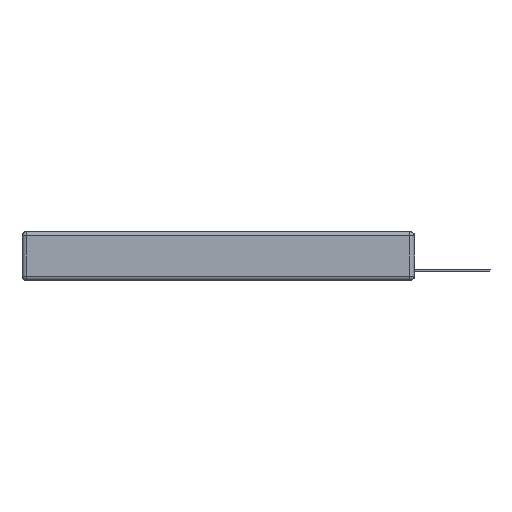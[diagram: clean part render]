
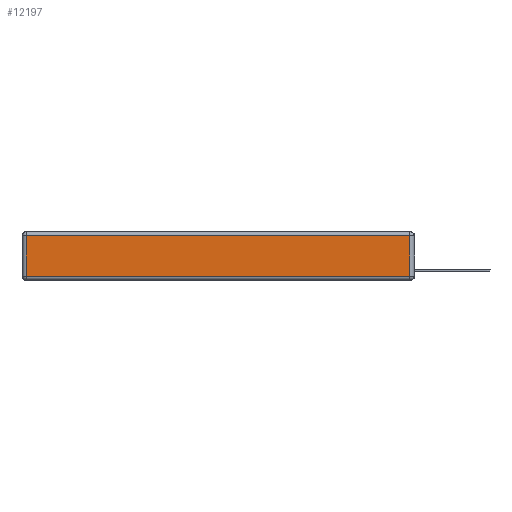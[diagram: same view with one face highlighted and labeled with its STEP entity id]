
A CAD part, left-side view. The second image highlights one B-rep face of the part: STEP entity #12197.
In plain terms, the highlighted planar face has unit normal (-1, 0, 0).
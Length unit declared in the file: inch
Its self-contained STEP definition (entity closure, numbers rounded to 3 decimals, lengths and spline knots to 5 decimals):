
#299 = ORIENTED_EDGE ( 'NONE', *, *, #3547, .T. ) ;
#1162 = DIRECTION ( 'NONE',  ( 0., 0., -1. ) ) ;
#2979 = EDGE_CURVE ( 'NONE', #21712, #3176, #23036, .T. ) ;
#3176 = VERTEX_POINT ( 'NONE', #18569 ) ;
#3219 = VERTEX_POINT ( 'NONE', #22122 ) ;
#3255 = AXIS2_PLACEMENT_3D ( 'NONE', #11834, #6506, #21172 ) ;
#3321 = VECTOR ( 'NONE', #1162, 39.37008 ) ;
#3547 = EDGE_CURVE ( 'NONE', #3176, #3219, #4453, .T. ) ;
#4453 = LINE ( 'NONE', #5573, #6460 ) ;
#4679 = CARTESIAN_POINT ( 'NONE',  ( 0., 0.03, -0.03 ) ) ;
#5222 = LINE ( 'NONE', #13792, #8967 ) ;
#5573 = CARTESIAN_POINT ( 'NONE',  ( 0., 0., -0.313 ) ) ;
#6222 = EDGE_CURVE ( 'NONE', #9862, #21712, #5222, .T. ) ;
#6460 = VECTOR ( 'NONE', #9345, 39.37008 ) ;
#6506 = DIRECTION ( 'NONE',  ( -1., 0., 0. ) ) ;
#6537 = CARTESIAN_POINT ( 'NONE',  ( 0., 0.03, -0.343 ) ) ;
#7144 = CARTESIAN_POINT ( 'NONE',  ( 0., 2.72, -0.343 ) ) ;
#7202 = ORIENTED_EDGE ( 'NONE', *, *, #2979, .T. ) ;
#8090 = ORIENTED_EDGE ( 'NONE', *, *, #21745, .T. ) ;
#8967 = VECTOR ( 'NONE', #11694, 39.37008 ) ;
#9345 = DIRECTION ( 'NONE',  ( 0., -1., 0. ) ) ;
#9571 = PLANE ( 'NONE',  #3255 ) ;
#9862 = VERTEX_POINT ( 'NONE', #4679 ) ;
#10326 = DIRECTION ( 'NONE',  ( 0., 0., 1. ) ) ;
#11694 = DIRECTION ( 'NONE',  ( 0., 1., 0. ) ) ;
#11799 = VECTOR ( 'NONE', #10326, 39.37008 ) ;
#11834 = CARTESIAN_POINT ( 'NONE',  ( 0., 0., -0.343 ) ) ;
#12197 = ADVANCED_FACE ( 'NONE', ( #22367 ), #9571, .T. ) ;
#12268 = EDGE_LOOP ( 'NONE', ( #299, #8090, #23504, #7202 ) ) ;
#13792 = CARTESIAN_POINT ( 'NONE',  ( 0., 2.75, -0.03 ) ) ;
#17955 = CARTESIAN_POINT ( 'NONE',  ( 0., 2.72, -0.03 ) ) ;
#18218 = LINE ( 'NONE', #6537, #11799 ) ;
#18569 = CARTESIAN_POINT ( 'NONE',  ( 0., 2.72, -0.313 ) ) ;
#21172 = DIRECTION ( 'NONE',  ( 0., 0., 1. ) ) ;
#21712 = VERTEX_POINT ( 'NONE', #17955 ) ;
#21745 = EDGE_CURVE ( 'NONE', #3219, #9862, #18218, .T. ) ;
#22122 = CARTESIAN_POINT ( 'NONE',  ( 0., 0.03, -0.313 ) ) ;
#22367 = FACE_OUTER_BOUND ( 'NONE', #12268, .T. ) ;
#23036 = LINE ( 'NONE', #7144, #3321 ) ;
#23504 = ORIENTED_EDGE ( 'NONE', *, *, #6222, .T. ) ;
